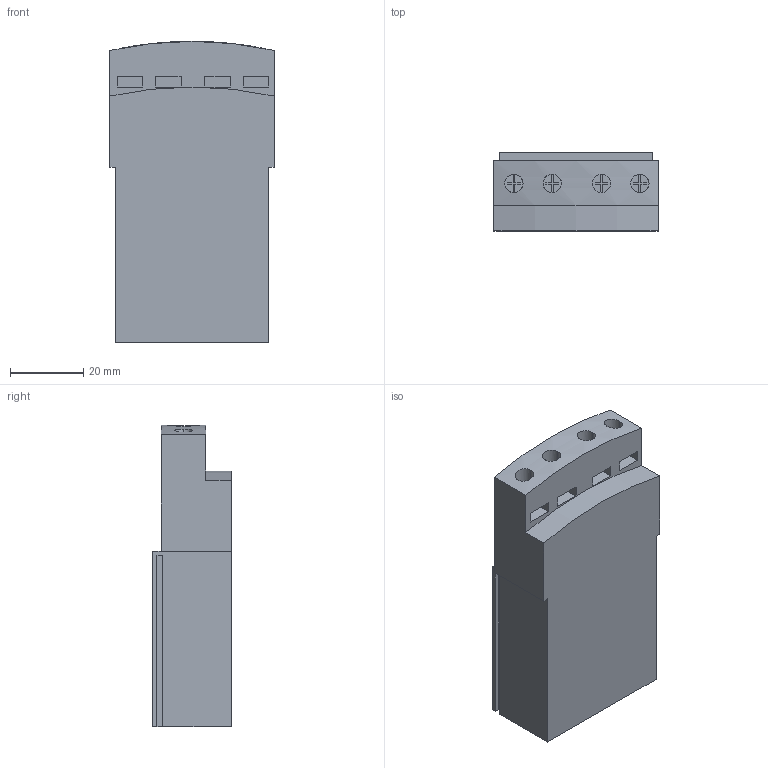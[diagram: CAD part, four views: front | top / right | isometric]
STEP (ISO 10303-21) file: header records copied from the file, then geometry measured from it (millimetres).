
FILE_DESCRIPTION((''),'2;1');
FILE_NAME('LUFN02','2017-12-06T',('SESA468396'),('Schneider-Electric'),'PRO/ENGINEER BY PARAMETRIC TECHNOLOGY CORPORATION, 2015440','PRO/ENGINEER BY PARAMETRIC TECHNOLOGY CORPORATION, 2015440','');
FILE_SCHEMA(('CONFIG_CONTROL_DESIGN'));
Length unit declared in the file: millimetre
Products named in the file (1): LUFN02
Bounding box: 45 x 21.5 x 82.5 mm (x, y, z)
Volume: 67104.5 mm3; surface area: 13465.9 mm2
Topology: 1 solids, 1 shells, 102 faces, 274 edges, 182 vertices
Faces by surface type: plane 92, cylinder 10
Entity records: 3300 total; most frequent: CARTESIAN_POINT 686, ORIENTED_EDGE 548, DIRECTION 498, EDGE_CURVE 274, VECTOR 238, LINE 238, VERTEX_POINT 182, AXIS2_PLACEMENT_3D 130
